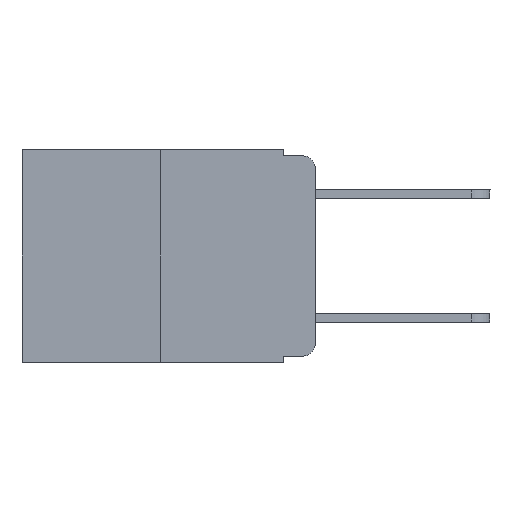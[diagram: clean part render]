
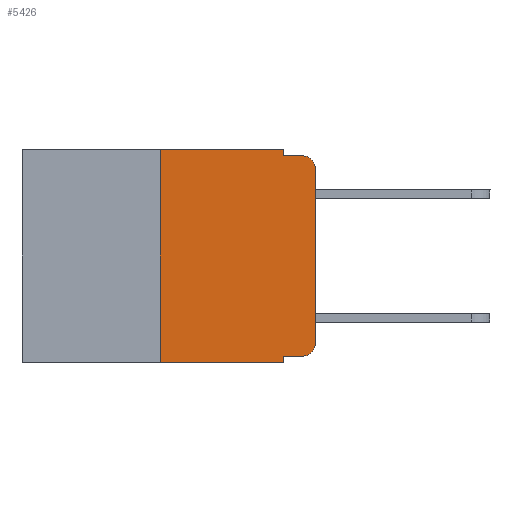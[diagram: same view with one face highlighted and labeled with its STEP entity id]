
A CAD part, left-side view. The second image highlights one B-rep face of the part: STEP entity #5426.
In plain terms, the highlighted planar face has unit normal (-1, 0, 0).
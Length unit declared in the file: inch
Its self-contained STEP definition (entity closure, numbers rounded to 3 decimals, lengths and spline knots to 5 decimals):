
#68 = EDGE_CURVE ( 'NONE', #4240, #1713, #7198, .T. ) ;
#87 = ORIENTED_EDGE ( 'NONE', *, *, #6136, .F. ) ;
#512 = CARTESIAN_POINT ( 'NONE',  ( 0., 0.25, 0. ) ) ;
#619 = CARTESIAN_POINT ( 'NONE',  ( 0., 0.02, -0.03 ) ) ;
#790 = LINE ( 'NONE', #12851, #8314 ) ;
#1314 = VECTOR ( 'NONE', #4679, 39.37008 ) ;
#1499 = ORIENTED_EDGE ( 'NONE', *, *, #68, .T. ) ;
#1540 = DIRECTION ( 'NONE',  ( 0., 0., 1. ) ) ;
#1584 = DIRECTION ( 'NONE',  ( 0., -1., 0. ) ) ;
#1639 = DIRECTION ( 'NONE',  ( 0., -1., 0. ) ) ;
#1713 = VERTEX_POINT ( 'NONE', #7044 ) ;
#1751 = VECTOR ( 'NONE', #4915, 39.37008 ) ;
#1774 = EDGE_CURVE ( 'NONE', #4682, #1713, #11517, .T. ) ;
#1936 = FACE_OUTER_BOUND ( 'NONE', #13691, .T. ) ;
#2006 = CARTESIAN_POINT ( 'NONE',  ( 0., 0.051, -0.333 ) ) ;
#2093 = DIRECTION ( 'NONE',  ( 0., 0., -1. ) ) ;
#2254 = EDGE_CURVE ( 'NONE', #14237, #4178, #9327, .T. ) ;
#2295 = VERTEX_POINT ( 'NONE', #12867 ) ;
#2669 = LINE ( 'NONE', #3906, #4663 ) ;
#2746 = DIRECTION ( 'NONE',  ( 0., 0., -1. ) ) ;
#2758 = CARTESIAN_POINT ( 'NONE',  ( 0., 0.051, 0. ) ) ;
#3627 = CIRCLE ( 'NONE', #6673, 0.02 ) ;
#3906 = CARTESIAN_POINT ( 'NONE',  ( 0., 0.473, 0. ) ) ;
#3911 = CARTESIAN_POINT ( 'NONE',  ( 0., 0.051, -0.01 ) ) ;
#4178 = VERTEX_POINT ( 'NONE', #6208 ) ;
#4198 = CARTESIAN_POINT ( 'NONE',  ( 0., 0.02, -0.313 ) ) ;
#4240 = VERTEX_POINT ( 'NONE', #13284 ) ;
#4250 = DIRECTION ( 'NONE',  ( 0., -1., 0. ) ) ;
#4271 = CARTESIAN_POINT ( 'NONE',  ( 0., 0.051, 0. ) ) ;
#4408 = ORIENTED_EDGE ( 'NONE', *, *, #1774, .F. ) ;
#4431 = ORIENTED_EDGE ( 'NONE', *, *, #6762, .T. ) ;
#4497 = VECTOR ( 'NONE', #1639, 39.37008 ) ;
#4616 = CARTESIAN_POINT ( 'NONE',  ( 0., 0., 0. ) ) ;
#4663 = VECTOR ( 'NONE', #1584, 39.37008 ) ;
#4674 = VERTEX_POINT ( 'NONE', #4271 ) ;
#4679 = DIRECTION ( 'NONE',  ( 0., 0., 1. ) ) ;
#4682 = VERTEX_POINT ( 'NONE', #7714 ) ;
#4800 = CIRCLE ( 'NONE', #8758, 0.02 ) ;
#4894 = LINE ( 'NONE', #512, #7162 ) ;
#4915 = DIRECTION ( 'NONE',  ( 0., 0., -1. ) ) ;
#5228 = EDGE_CURVE ( 'NONE', #11606, #4674, #2669, .T. ) ;
#5376 = DIRECTION ( 'NONE',  ( 1., 0., 0. ) ) ;
#5426 = ADVANCED_FACE ( 'NONE', ( #1936 ), #11963, .F. ) ;
#5863 = CARTESIAN_POINT ( 'NONE',  ( 0., 0.051, 0. ) ) ;
#5975 = VECTOR ( 'NONE', #4250, 39.37008 ) ;
#6136 = EDGE_CURVE ( 'NONE', #4240, #11606, #4894, .T. ) ;
#6208 = CARTESIAN_POINT ( 'NONE',  ( 0., 0., -0.03 ) ) ;
#6467 = CARTESIAN_POINT ( 'NONE',  ( 0., 0., -0.313 ) ) ;
#6589 = VERTEX_POINT ( 'NONE', #3911 ) ;
#6673 = AXIS2_PLACEMENT_3D ( 'NONE', #619, #13852, #2746 ) ;
#6762 = EDGE_CURVE ( 'NONE', #2295, #14237, #4800, .T. ) ;
#6970 = ORIENTED_EDGE ( 'NONE', *, *, #14261, .T. ) ;
#7044 = CARTESIAN_POINT ( 'NONE',  ( 0., 0.051, -0.343 ) ) ;
#7109 = CARTESIAN_POINT ( 'NONE',  ( 0., 0.02, -0.01 ) ) ;
#7162 = VECTOR ( 'NONE', #1540, 39.37008 ) ;
#7198 = LINE ( 'NONE', #11590, #4497 ) ;
#7445 = DIRECTION ( 'NONE',  ( 0., -1., 0. ) ) ;
#7714 = CARTESIAN_POINT ( 'NONE',  ( 0., 0.051, -0.333 ) ) ;
#7991 = VECTOR ( 'NONE', #10598, 39.37008 ) ;
#8037 = EDGE_CURVE ( 'NONE', #6589, #9569, #790, .T. ) ;
#8134 = ORIENTED_EDGE ( 'NONE', *, *, #5228, .F. ) ;
#8314 = VECTOR ( 'NONE', #7445, 39.37008 ) ;
#8467 = EDGE_CURVE ( 'NONE', #4674, #6589, #9839, .T. ) ;
#8548 = ORIENTED_EDGE ( 'NONE', *, *, #2254, .T. ) ;
#8588 = CARTESIAN_POINT ( 'NONE',  ( 0., 0.473, 0. ) ) ;
#8717 = DIRECTION ( 'NONE',  ( -1., 0., 0. ) ) ;
#8758 = AXIS2_PLACEMENT_3D ( 'NONE', #4198, #8717, #2093 ) ;
#9327 = LINE ( 'NONE', #4616, #1314 ) ;
#9569 = VERTEX_POINT ( 'NONE', #7109 ) ;
#9575 = AXIS2_PLACEMENT_3D ( 'NONE', #8588, #5376, #13121 ) ;
#9839 = LINE ( 'NONE', #2758, #7991 ) ;
#10598 = DIRECTION ( 'NONE',  ( 0., 0., -1. ) ) ;
#11391 = CARTESIAN_POINT ( 'NONE',  ( 0., 0.25, 0. ) ) ;
#11517 = LINE ( 'NONE', #5863, #1751 ) ;
#11590 = CARTESIAN_POINT ( 'NONE',  ( 0., 0.473, -0.343 ) ) ;
#11606 = VERTEX_POINT ( 'NONE', #11391 ) ;
#11746 = ORIENTED_EDGE ( 'NONE', *, *, #8467, .F. ) ;
#11963 = PLANE ( 'NONE',  #9575 ) ;
#12288 = ORIENTED_EDGE ( 'NONE', *, *, #8037, .F. ) ;
#12851 = CARTESIAN_POINT ( 'NONE',  ( 0., 0.051, -0.01 ) ) ;
#12867 = CARTESIAN_POINT ( 'NONE',  ( 0., 0.02, -0.333 ) ) ;
#13121 = DIRECTION ( 'NONE',  ( 0., 0., -1. ) ) ;
#13284 = CARTESIAN_POINT ( 'NONE',  ( 0., 0.25, -0.343 ) ) ;
#13691 = EDGE_LOOP ( 'NONE', ( #8548, #14096, #12288, #11746, #8134, #87, #1499, #4408, #6970, #4431 ) ) ;
#13852 = DIRECTION ( 'NONE',  ( -1., 0., 0. ) ) ;
#14048 = EDGE_CURVE ( 'NONE', #4178, #9569, #3627, .T. ) ;
#14096 = ORIENTED_EDGE ( 'NONE', *, *, #14048, .T. ) ;
#14237 = VERTEX_POINT ( 'NONE', #6467 ) ;
#14261 = EDGE_CURVE ( 'NONE', #4682, #2295, #14350, .T. ) ;
#14350 = LINE ( 'NONE', #2006, #5975 ) ;
